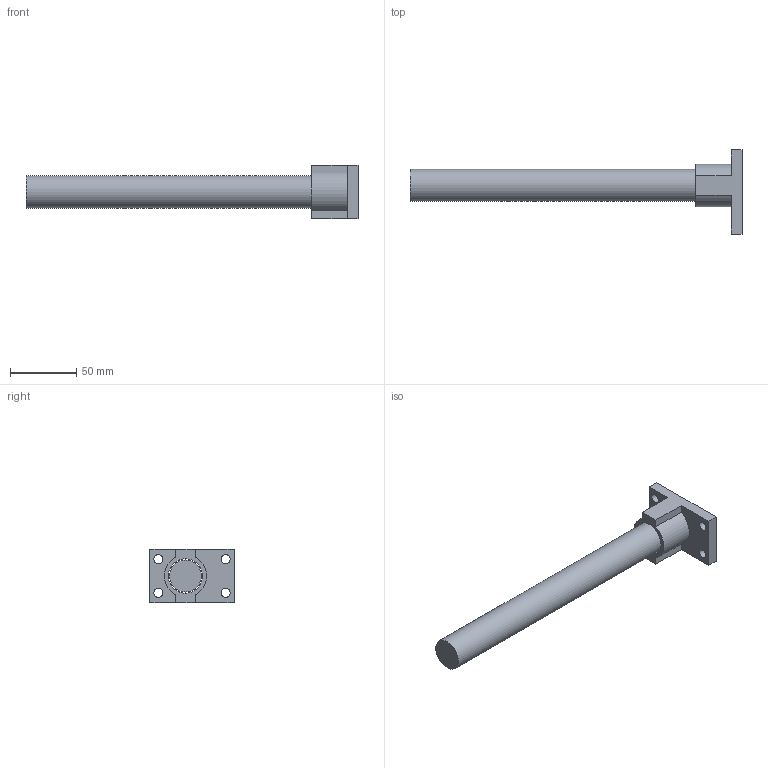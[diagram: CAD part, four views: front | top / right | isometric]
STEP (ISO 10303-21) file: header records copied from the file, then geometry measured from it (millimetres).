
FILE_DESCRIPTION(/* description */ (''),/* implementation_level */ '2;1');
FILE_NAME(/* name */ 'SmoothPostMount.step',/* time_stamp */ '2020-12-21T16:43:42-05:00',/* author */ (''),/* organization */ (''),/* preprocessor_version */ 'ST-DEVELOPER v18.1',/* originating_system */ 'Autodesk Translation Framework v9.7.1.1290',/* authorisation */ '');
FILE_SCHEMA (('AUTOMOTIVE_DESIGN { 1 0 10303 214 3 1 1 }'));
Length unit declared in the file: millimetre
Products named in the file (2): SmoothPostMount; OpticalPostMount v1
Assembly tree (1 placements, depth 2):
  SmoothPostMount
    OpticalPostMount v1
Bounding box: 250 x 63.5 x 40.64 mm (x, y, z)
Volume: 140736 mm3; surface area: 32304.2 mm2
Topology: 2 solids, 2 shells, 24 faces, 62 edges, 42 vertices
Faces by surface type: plane 14, cylinder 10
Full cylindrical faces by diameter (mm): 2.529 x2, 6.8 x4, 24.12 x1, 25.8 x1
Entity records: 882 total; most frequent: CARTESIAN_POINT 199, DIRECTION 130, ORIENTED_EDGE 124, EDGE_CURVE 62, AXIS2_PLACEMENT_3D 45, VERTEX_POINT 42, LINE 40, VECTOR 40
